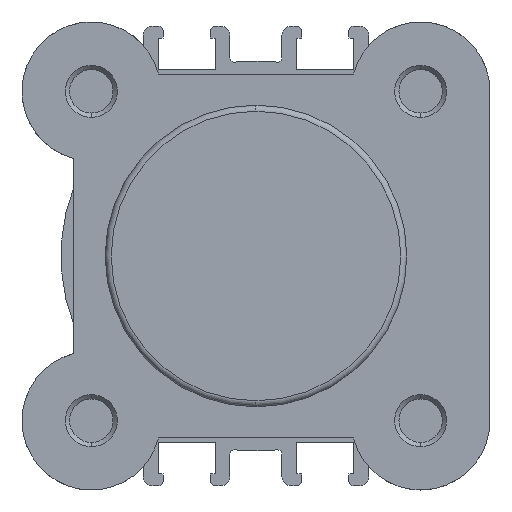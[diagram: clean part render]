
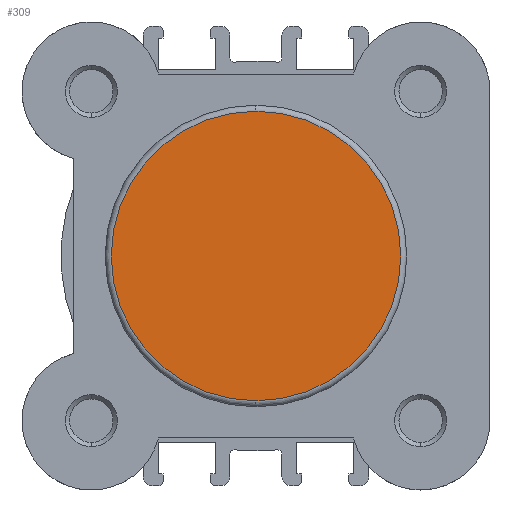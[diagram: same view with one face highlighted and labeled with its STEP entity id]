
A CAD part, left-side view. The second image highlights one B-rep face of the part: STEP entity #309.
In plain terms, the highlighted planar face has unit normal (-1, 0, 0).
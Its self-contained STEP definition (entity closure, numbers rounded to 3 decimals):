
#275 = EDGE_LOOP ( 'NONE', ( #4718, #4719 ) ) ;
#309 = ADVANCED_FACE ( 'NONE', ( #4952 ), #7333, .T. ) ;
#1502 = CIRCLE ( 'NONE', #4089, 16.7 ) ;
#1551 = CIRCLE ( 'NONE', #4109, 16.7 ) ;
#2080 = CARTESIAN_POINT ( 'NONE',  ( 0., 0., 0. ) ) ;
#2081 = DIRECTION ( 'NONE',  ( -1., 0., 0. ) ) ;
#2082 = DIRECTION ( 'NONE',  ( 0., 0., 1. ) ) ;
#2178 = CARTESIAN_POINT ( 'NONE',  ( 0., 0., 0. ) ) ;
#2189 = DIRECTION ( 'NONE',  ( -1., 0., 0. ) ) ;
#2190 = DIRECTION ( 'NONE',  ( 0., 0., 1. ) ) ;
#2708 = CARTESIAN_POINT ( 'NONE',  ( 0., 0., -16.7 ) ) ;
#2723 = CARTESIAN_POINT ( 'NONE',  ( 0., 0., 16.7 ) ) ;
#3516 = EDGE_CURVE ( 'NONE', #7540, #7455, #1502, .T. ) ;
#3554 = EDGE_CURVE ( 'NONE', #7455, #7540, #1551, .T. ) ;
#3670 = AXIS2_PLACEMENT_3D ( 'NONE', #7395, #7467, #7124 ) ;
#4089 = AXIS2_PLACEMENT_3D ( 'NONE', #2080, #2081, #2082 ) ;
#4109 = AXIS2_PLACEMENT_3D ( 'NONE', #2178, #2189, #2190 ) ;
#4718 = ORIENTED_EDGE ( 'NONE', *, *, #3516, .T. ) ;
#4719 = ORIENTED_EDGE ( 'NONE', *, *, #3554, .T. ) ;
#4952 = FACE_OUTER_BOUND ( 'NONE', #275, .T. ) ;
#7124 = DIRECTION ( 'NONE',  ( 0., 0., 1. ) ) ;
#7333 = PLANE ( 'NONE',  #3670 ) ;
#7395 = CARTESIAN_POINT ( 'NONE',  ( 0., -17.4, 0. ) ) ;
#7455 = VERTEX_POINT ( 'NONE', #2708 ) ;
#7467 = DIRECTION ( 'NONE',  ( -1., 0., 0. ) ) ;
#7540 = VERTEX_POINT ( 'NONE', #2723 ) ;
